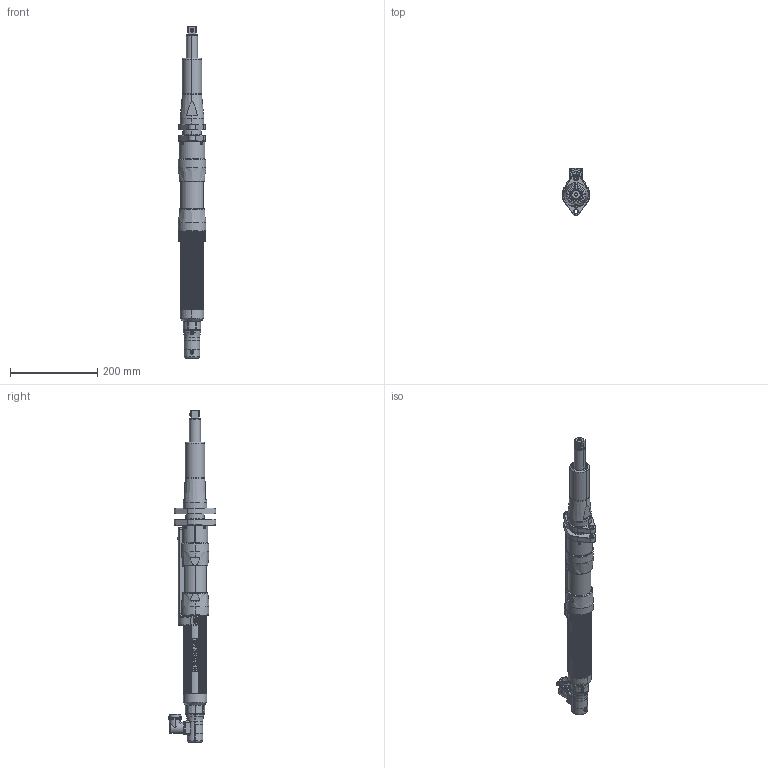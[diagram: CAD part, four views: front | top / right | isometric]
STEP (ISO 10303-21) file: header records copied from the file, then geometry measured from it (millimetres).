
FILE_DESCRIPTION((''),'2;1');
FILE_NAME('EB55MB2F2X-250','2018-05-09T',('EJF1116'),(''),'PRO/ENGINEER BY PARAMETRIC TECHNOLOGY CORPORATION, 2016360','PRO/ENGINEER BY PARAMETRIC TECHNOLOGY CORPORATION, 2016360','');
FILE_SCHEMA(('CONFIG_CONTROL_DESIGN'));
Products named in the file (1): EB55MB2F2X-250
Bounding box: 63.44 x 108.58 x 759.74 mm (x, y, z)
Surface area: 254028.6 mm2 (no closed solid volume)
Topology: 0 solids, 164 shells, 988 faces, 4814 edges, 3866 vertices
Faces by surface type: cylinder 409, plane 281, cone 105, torus 102, bspline 89, extrusion 2
Entity records: 66964 total; most frequent: CARTESIAN_POINT 30595, DIRECTION 7070, ORIENTED_EDGE 6657, EDGE_CURVE 4814, VERTEX_POINT 3866, VECTOR 2510, LINE 2508, AXIS2_PLACEMENT_3D 2280
